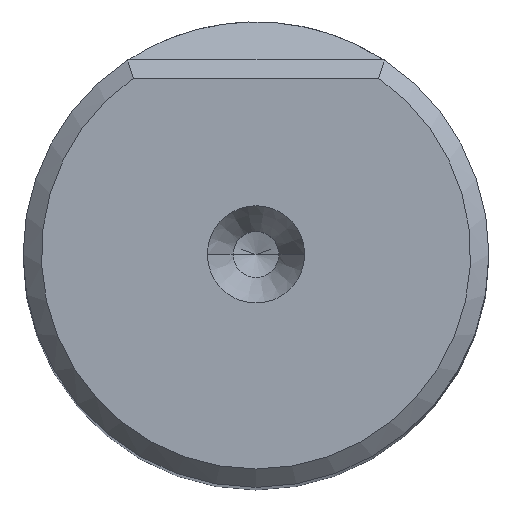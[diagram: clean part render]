
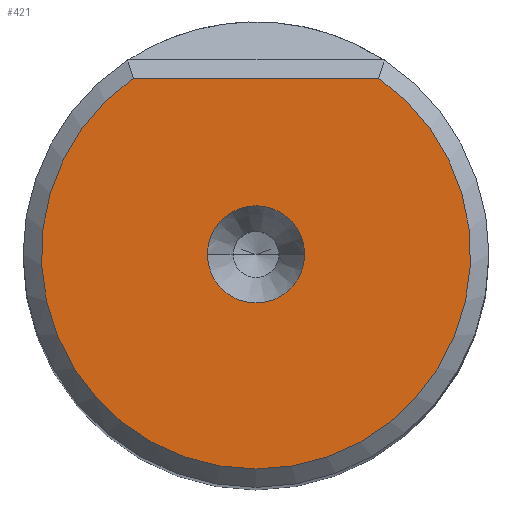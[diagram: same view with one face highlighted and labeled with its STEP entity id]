
A CAD part, top view. The second image highlights one B-rep face of the part: STEP entity #421.
In plain terms, the highlighted planar face has unit normal (0, 0, 1).
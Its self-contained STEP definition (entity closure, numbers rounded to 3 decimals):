
#111=FACE_BOUND('',#806,.T.);
#112=FACE_BOUND('',#807,.T.);
#421=ADVANCED_FACE('',(#111,#112),#528,.T.);
#528=PLANE('',#3507);
#806=EDGE_LOOP('',(#1740,#1741,#1742));
#807=EDGE_LOOP('',(#1743,#1744));
#973=LINE('',#6050,#1112);
#1112=VECTOR('',#4272,1.);
#1740=ORIENTED_EDGE('',*,*,#2778,.F.);
#1741=ORIENTED_EDGE('',*,*,#2777,.F.);
#1742=ORIENTED_EDGE('',*,*,#2776,.F.);
#1743=ORIENTED_EDGE('',*,*,#2779,.F.);
#1744=ORIENTED_EDGE('',*,*,#2780,.F.);
#2349=VERTEX_POINT('',#6035);
#2351=VERTEX_POINT('',#6045);
#2352=VERTEX_POINT('',#6047);
#2353=VERTEX_POINT('',#6052);
#2354=VERTEX_POINT('',#6053);
#2776=EDGE_CURVE('',#2351,#2352,#3085,.T.);
#2777=EDGE_CURVE('',#2352,#2349,#3086,.T.);
#2778=EDGE_CURVE('',#2349,#2351,#973,.T.);
#2779=EDGE_CURVE('',#2353,#2354,#3087,.T.);
#2780=EDGE_CURVE('',#2354,#2353,#3088,.T.);
#3085=CIRCLE('',#3502,11.7);
#3086=CIRCLE('',#3503,11.7);
#3087=CIRCLE('',#3505,2.65);
#3088=CIRCLE('',#3506,2.65);
#3502=AXIS2_PLACEMENT_3D('',#6046,#4266,#4267);
#3503=AXIS2_PLACEMENT_3D('',#6048,#4268,#4269);
#3505=AXIS2_PLACEMENT_3D('',#6051,#4273,#4274);
#3506=AXIS2_PLACEMENT_3D('',#6054,#4275,#4276);
#3507=AXIS2_PLACEMENT_3D('',#6055,#4277,#4278);
#4266=DIRECTION('',(0.,0.,-1.));
#4267=DIRECTION('',(0.572,0.821,0.));
#4268=DIRECTION('',(0.,0.,-1.));
#4269=DIRECTION('',(0.,-1.,0.));
#4272=DIRECTION('',(1.,0.,0.));
#4273=DIRECTION('',(0.,0.,1.));
#4274=DIRECTION('',(-1.,0.,0.));
#4275=DIRECTION('',(0.,0.,1.));
#4276=DIRECTION('',(1.,0.,0.));
#4277=DIRECTION('',(0.,0.,1.));
#4278=DIRECTION('',(1.,0.,0.));
#6035=CARTESIAN_POINT('',(-6.688,9.6,0.));
#6045=CARTESIAN_POINT('',(6.688,9.6,0.));
#6046=CARTESIAN_POINT('',(0.,0.,0.));
#6047=CARTESIAN_POINT('',(0.,-11.7,0.));
#6048=CARTESIAN_POINT('',(0.,0.,0.));
#6050=CARTESIAN_POINT('',(-6.688,9.6,0.));
#6051=CARTESIAN_POINT('',(0.,0.,0.));
#6052=CARTESIAN_POINT('',(-2.65,0.,0.));
#6053=CARTESIAN_POINT('',(2.65,0.,0.));
#6054=CARTESIAN_POINT('',(0.,0.,0.));
#6055=CARTESIAN_POINT('',(0.,-1.05,0.));
